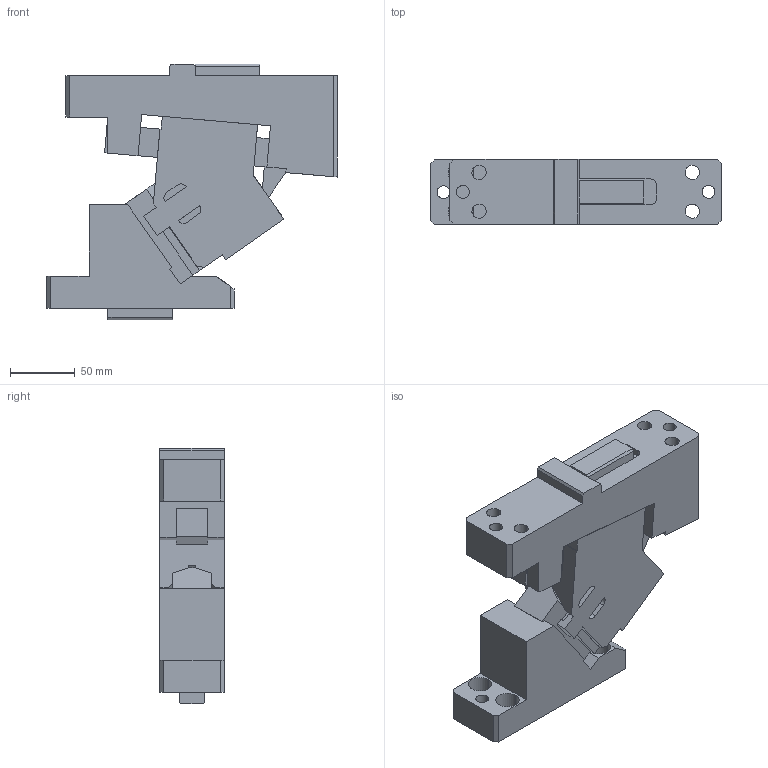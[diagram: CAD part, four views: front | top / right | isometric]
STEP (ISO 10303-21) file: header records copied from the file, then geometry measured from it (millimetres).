
FILE_DESCRIPTION(('CATIA V5 STEP Exchange'),'2;1');
FILE_NAME('CACG_50_55.stp','2015-04-21T14:45:29+00:00',('none'),('none'),'CATIA Version 5 Release 19 SP 2 (IN-10)','CATIA V5 STEP AP203','none');
FILE_SCHEMA(('CONFIG_CONTROL_DESIGN'));
Length unit declared in the file: millimetre
Products named in the file (1): CACG_50_55
Bounding box: 225 x 50 x 198 mm (x, y, z)
Volume: 1186529.3 mm3; surface area: 171459.9 mm2
Topology: 3 solids, 6 shells, 253 faces, 712 edges, 478 vertices
Faces by surface type: plane 170, cylinder 83
Entity records: 9322 total; most frequent: CARTESIAN_POINT 3150, ORIENTED_EDGE 1424, DIRECTION 979, EDGE_CURVE 712, VECTOR 529, LINE 529, VERTEX_POINT 478, EDGE_LOOP 288
